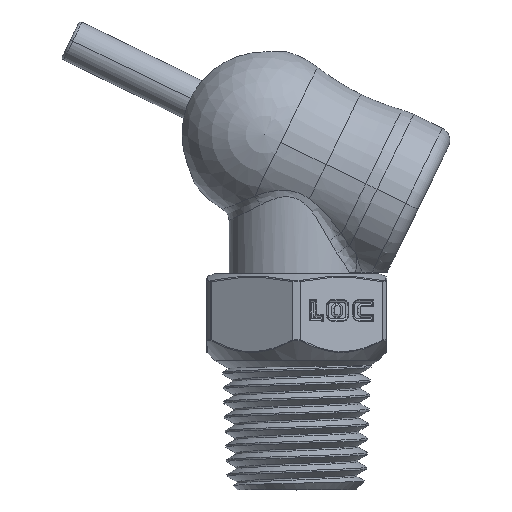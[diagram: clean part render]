
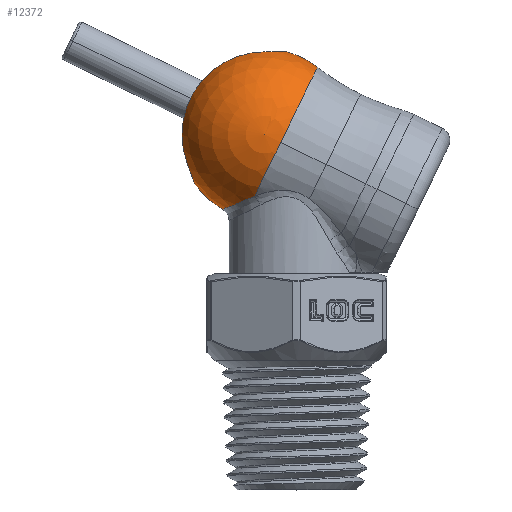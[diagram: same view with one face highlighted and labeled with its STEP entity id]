
A CAD part, top view. The second image highlights one B-rep face of the part: STEP entity #12372.
In plain terms, the highlighted spherical face has radius 8.039 mm.
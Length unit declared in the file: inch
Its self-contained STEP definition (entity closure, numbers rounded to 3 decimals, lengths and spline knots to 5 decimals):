
#1682 = CARTESIAN_POINT ( 'NONE',  ( 0., 0., 0. ) ) ;
#1683 = DIRECTION ( 'NONE',  ( 0., 0., 1. ) ) ;
#1684 = DIRECTION ( 'NONE',  ( 1., 0., 0. ) ) ;
#1716 = CARTESIAN_POINT ( 'NONE',  ( 0., 0., 0. ) ) ;
#1717 = DIRECTION ( 'NONE',  ( 0., 0., -1. ) ) ;
#1718 = DIRECTION ( 'NONE',  ( 0., 1., 0. ) ) ;
#1902 = CARTESIAN_POINT ( 'NONE',  ( 0.06587, 0., 0. ) ) ;
#1903 = DIRECTION ( 'NONE',  ( -1., 0., 0. ) ) ;
#1904 = DIRECTION ( 'NONE',  ( 0., 0., 1. ) ) ;
#1915 = CARTESIAN_POINT ( 'NONE',  ( 0.06587, 0., 0. ) ) ;
#1916 = DIRECTION ( 'NONE',  ( -1., 0., 0. ) ) ;
#1917 = DIRECTION ( 'NONE',  ( 0., 0., 1. ) ) ;
#2249 = AXIS2_PLACEMENT_3D ( 'NONE', #1682, #1683, #1684 ) ;
#2251 = AXIS2_PLACEMENT_3D ( 'NONE', #1716, #1717, #1718 ) ;
#2261 = AXIS2_PLACEMENT_3D ( 'NONE', #1902, #1903, #1904 ) ;
#2265 = AXIS2_PLACEMENT_3D ( 'NONE', #1915, #1916, #1917 ) ;
#2285 = AXIS2_PLACEMENT_3D ( 'NONE', #4800, #4801, #4802 ) ;
#2515 = AXIS2_PLACEMENT_3D ( 'NONE', #18369, #18358, #18371 ) ;
#4776 = CARTESIAN_POINT ( 'NONE',  ( -0.01876, -0.31594, 0. ) ) ;
#4777 = CARTESIAN_POINT ( 'NONE',  ( -0.01876, -0.31594, 0.02207 ) ) ;
#4781 = CARTESIAN_POINT ( 'NONE',  ( -0.21236, -0.22063, 0.08 ) ) ;
#4782 = CARTESIAN_POINT ( 'NONE',  ( -0.20855, -0.22429, 0.08 ) ) ;
#4786 = CARTESIAN_POINT ( 'NONE',  ( -0.20481, -0.22789, 0.07948 ) ) ;
#4787 = CARTESIAN_POINT ( 'NONE',  ( -0.19745, -0.23498, 0.07745 ) ) ;
#4788 = CARTESIAN_POINT ( 'NONE',  ( -0.19379, -0.2385, 0.07592 ) ) ;
#4789 = CARTESIAN_POINT ( 'NONE',  ( -0.18681, -0.24521, 0.0719 ) ) ;
#4790 = CARTESIAN_POINT ( 'NONE',  ( -0.18351, -0.2484, 0.06945 ) ) ;
#4791 = CARTESIAN_POINT ( 'NONE',  ( -0.17724, -0.25443, 0.06365 ) ) ;
#4792 = CARTESIAN_POINT ( 'NONE',  ( -0.17428, -0.25728, 0.06028 ) ) ;
#4793 = CARTESIAN_POINT ( 'NONE',  ( -0.1663, -0.26496, 0.04921 ) ) ;
#4794 = CARTESIAN_POINT ( 'NONE',  ( -0.16201, -0.26909, 0.0403 ) ) ;
#4795 = CARTESIAN_POINT ( 'NONE',  ( -0.15625, -0.27463, 0.02106 ) ) ;
#4796 = CARTESIAN_POINT ( 'NONE',  ( -0.15472, -0.2761, 0.01056 ) ) ;
#4797 = CARTESIAN_POINT ( 'NONE',  ( -0.15472, -0.2761, 0. ) ) ;
#4798 = CARTESIAN_POINT ( 'NONE',  ( -0.06183, 0.3104, 0. ) ) ;
#4799 = CARTESIAN_POINT ( 'NONE',  ( -0.06183, 0.3104, 0.00528 ) ) ;
#4800 = CARTESIAN_POINT ( 'NONE',  ( 0., 0., 0.08 ) ) ;
#4801 = DIRECTION ( 'NONE',  ( 0., 0., -1. ) ) ;
#4802 = DIRECTION ( 'NONE',  ( 1., 0., 0. ) ) ;
#4803 = CARTESIAN_POINT ( 'NONE',  ( -0.06229, 0.31018, 0.01048 ) ) ;
#4804 = CARTESIAN_POINT ( 'NONE',  ( -0.06412, 0.30929, 0.02069 ) ) ;
#4805 = CARTESIAN_POINT ( 'NONE',  ( -0.0655, 0.30862, 0.02577 ) ) ;
#4806 = CARTESIAN_POINT ( 'NONE',  ( -0.06911, 0.30687, 0.03546 ) ) ;
#4807 = CARTESIAN_POINT ( 'NONE',  ( -0.07132, 0.30579, 0.04005 ) ) ;
#4808 = CARTESIAN_POINT ( 'NONE',  ( -0.07653, 0.30326, 0.04874 ) ) ;
#4809 = CARTESIAN_POINT ( 'NONE',  ( -0.07957, 0.30178, 0.05286 ) ) ;
#4810 = CARTESIAN_POINT ( 'NONE',  ( -0.08952, 0.29695, 0.06393 ) ) ;
#4811 = CARTESIAN_POINT ( 'NONE',  ( -0.09754, 0.29306, 0.06989 ) ) ;
#4812 = CARTESIAN_POINT ( 'NONE',  ( -0.11484, 0.28465, 0.07788 ) ) ;
#4813 = CARTESIAN_POINT ( 'NONE',  ( -0.12429, 0.28007, 0.08 ) ) ;
#4814 = CARTESIAN_POINT ( 'NONE',  ( -0.13379, 0.27545, 0.08 ) ) ;
#4817 = CARTESIAN_POINT ( 'NONE',  ( -0.01671, -0.31379, 0.04365 ) ) ;
#4818 = CARTESIAN_POINT ( 'NONE',  ( -0.01069, -0.30742, 0.07531 ) ) ;
#4819 = CARTESIAN_POINT ( 'NONE',  ( -0.00817, -0.30474, 0.08579 ) ) ;
#4820 = CARTESIAN_POINT ( 'NONE',  ( -0.00229, -0.29845, 0.1059 ) ) ;
#4821 = CARTESIAN_POINT ( 'NONE',  ( 0.00108, -0.29483, 0.11562 ) ) ;
#4822 = CARTESIAN_POINT ( 'NONE',  ( 0.0124, -0.28255, 0.14374 ) ) ;
#4823 = CARTESIAN_POINT ( 'NONE',  ( 0.0217, -0.27235, 0.16126 ) ) ;
#4824 = CARTESIAN_POINT ( 'NONE',  ( 0.03714, -0.25491, 0.18421 ) ) ;
#4825 = CARTESIAN_POINT ( 'NONE',  ( 0.04255, -0.24872, 0.19137 ) ) ;
#4826 = CARTESIAN_POINT ( 'NONE',  ( 0.05388, -0.23556, 0.2047 ) ) ;
#4827 = CARTESIAN_POINT ( 'NONE',  ( 0.0598, -0.22856, 0.21089 ) ) ;
#4828 = CARTESIAN_POINT ( 'NONE',  ( 0.06587, -0.22126, 0.21651 ) ) ;
#5072 = CARTESIAN_POINT ( 'NONE',  ( 0.06587, 0., 0.30957 ) ) ;
#5075 = CARTESIAN_POINT ( 'NONE',  ( -0.13379, 0.27545, 0.08 ) ) ;
#5076 = CARTESIAN_POINT ( 'NONE',  ( -0.21236, -0.22063, 0.08 ) ) ;
#5087 = CARTESIAN_POINT ( 'NONE',  ( -0.15472, -0.2761, 0. ) ) ;
#5088 = CARTESIAN_POINT ( 'NONE',  ( -0.06183, 0.3104, 0. ) ) ;
#5102 = CARTESIAN_POINT ( 'NONE',  ( 0.06587, -0.22126, 0.21651 ) ) ;
#7026 = SPHERICAL_SURFACE ( 'NONE', #2515, 0.3165 ) ;
#7027 = FACE_OUTER_BOUND ( 'NONE', #15445, .T. ) ;
#7490 = ORIENTED_EDGE ( 'NONE', *, *, #9429, .T. ) ;
#7491 = ORIENTED_EDGE ( 'NONE', *, *, #9294, .T. ) ;
#7492 = ORIENTED_EDGE ( 'NONE', *, *, #9430, .F. ) ;
#7493 = ORIENTED_EDGE ( 'NONE', *, *, #9431, .T. ) ;
#7494 = ORIENTED_EDGE ( 'NONE', *, *, #9264, .T. ) ;
#7495 = ORIENTED_EDGE ( 'NONE', *, *, #9298, .T. ) ;
#9264 = EDGE_CURVE ( 'NONE', #12342, #10692, #17066, .T. ) ;
#9268 = EDGE_CURVE ( 'NONE', #12339, #10691, #17070, .T. ) ;
#9294 = EDGE_CURVE ( 'NONE', #10676, #12342, #17126, .T. ) ;
#9298 = EDGE_CURVE ( 'NONE', #10706, #10676, #17128, .T. ) ;
#9429 = EDGE_CURVE ( 'NONE', #10680, #10691, #9862, .T. ) ;
#9430 = EDGE_CURVE ( 'NONE', #10680, #10679, #17632, .T. ) ;
#9431 = EDGE_CURVE ( 'NONE', #10692, #10679, #9863, .T. ) ;
#9432 = EDGE_CURVE ( 'NONE', #12339, #10706, #9864, .T. ) ;
#9518 = ORIENTED_EDGE ( 'NONE', *, *, #9268, .F. ) ;
#9519 = ORIENTED_EDGE ( 'NONE', *, *, #9432, .T. ) ;
#9862 = B_SPLINE_CURVE_WITH_KNOTS ( 'NONE', 3,
 ( #4781, #4782, #4786, #4787, #4788, #4789, #4790, #4791, #4792, #4793, #4794, #4795, #4796, #4797 ),
 .UNSPECIFIED., .F., .F.,
 ( 4, 2, 2, 2, 2, 2, 4 ),
 ( 0., 0.0004, 0.00079, 0.00119, 0.00159, 0.00238, 0.00317 ),
 .UNSPECIFIED. ) ;
#9863 = B_SPLINE_CURVE_WITH_KNOTS ( 'NONE', 3,
 ( #4798, #4799, #4803, #4804, #4805, #4806, #4807, #4808, #4809, #4810, #4811, #4812, #4813, #4814 ),
 .UNSPECIFIED., .F., .F.,
 ( 4, 2, 2, 2, 2, 2, 4 ),
 ( 0., 0.0004, 0.00079, 0.00119, 0.00159, 0.00238, 0.00317 ),
 .UNSPECIFIED. ) ;
#9864 = B_SPLINE_CURVE_WITH_KNOTS ( 'NONE', 3,
 ( #4776, #4777, #4817, #4818, #4819, #4820, #4821, #4822, #4823, #4824, #4825, #4826, #4827, #4828 ),
 .UNSPECIFIED., .F., .F.,
 ( 4, 2, 2, 2, 2, 2, 4 ),
 ( 0.00664, 0.0083, 0.00913, 0.00996, 0.01162, 0.01245, 0.01328 ),
 .UNSPECIFIED. ) ;
#10676 = VERTEX_POINT ( 'NONE', #5072 ) ;
#10679 = VERTEX_POINT ( 'NONE', #5075 ) ;
#10680 = VERTEX_POINT ( 'NONE', #5076 ) ;
#10691 = VERTEX_POINT ( 'NONE', #5087 ) ;
#10692 = VERTEX_POINT ( 'NONE', #5088 ) ;
#10706 = VERTEX_POINT ( 'NONE', #5102 ) ;
#12339 = VERTEX_POINT ( 'NONE', #18284 ) ;
#12342 = VERTEX_POINT ( 'NONE', #18287 ) ;
#12372 = ADVANCED_FACE ( 'NONE', ( #7027 ), #7026, .T. ) ;
#15445 = EDGE_LOOP ( 'NONE', ( #9518, #9519, #7495, #7491, #7494, #7493, #7492, #7490 ) ) ;
#17066 = CIRCLE ( 'NONE', #2249, 0.3165 ) ;
#17070 = CIRCLE ( 'NONE', #2251, 0.3165 ) ;
#17126 = CIRCLE ( 'NONE', #2261, 0.30957 ) ;
#17128 = CIRCLE ( 'NONE', #2265, 0.30957 ) ;
#17632 = CIRCLE ( 'NONE', #2285, 0.30622 ) ;
#18284 = CARTESIAN_POINT ( 'NONE',  ( -0.01876, -0.31594, 0. ) ) ;
#18287 = CARTESIAN_POINT ( 'NONE',  ( 0.06587, 0.30957, 0. ) ) ;
#18358 = DIRECTION ( 'NONE',  ( 0., 0., -1. ) ) ;
#18369 = CARTESIAN_POINT ( 'NONE',  ( 0., 0., 0. ) ) ;
#18371 = DIRECTION ( 'NONE',  ( 0., 1., 0. ) ) ;
